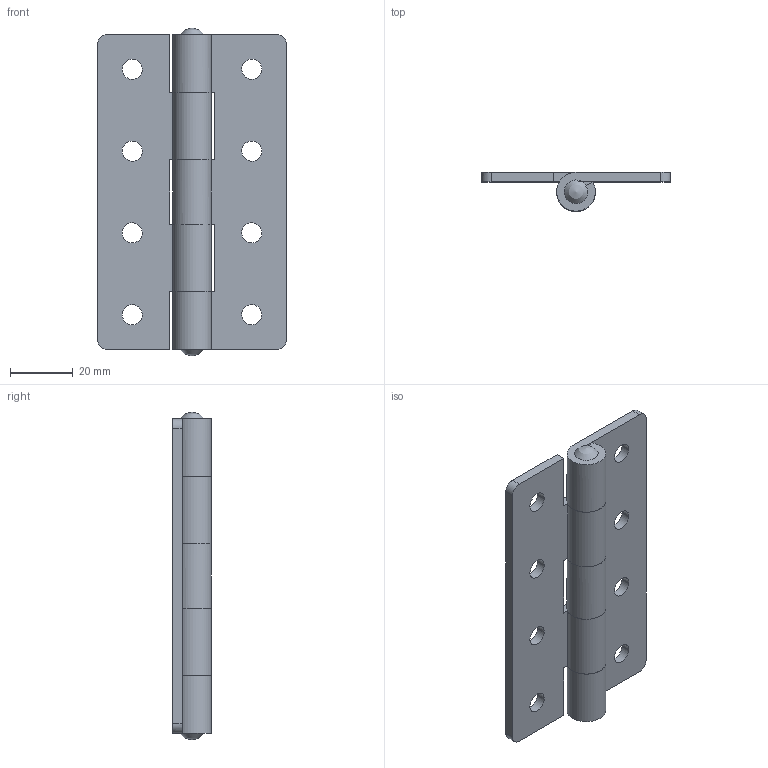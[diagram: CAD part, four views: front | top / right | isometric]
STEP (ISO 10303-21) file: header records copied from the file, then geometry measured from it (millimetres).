
FILE_DESCRIPTION((''),'2;1');
FILE_NAME('','2005-04-20T09:03:03',(''),(''),'','CADfix','');
FILE_SCHEMA(('AUTOMOTIVE_DESIGN'));
Length unit declared in the file: millimetre
Products named in the file (4): hinge piece_B; hinge piece_A; shaft; TH_127_1_2805_36
Assembly tree (3 placements, depth 2):
  TH_127_1_2805_36
    hinge piece_B
    hinge piece_A
    shaft
Bounding box: 60 x 12.29 x 104.2 mm (x, y, z)
Volume: 25349.7 mm3; surface area: 19863.3 mm2
Topology: 3 solids, 3 shells, 64 faces, 208 edges, 152 vertices
Faces by surface type: bspline 64
Entity records: 2627 total; most frequent: CARTESIAN_POINT 1382, ORIENTED_EDGE 416, EDGE_CURVE 208, VERTEX_POINT 152, QUASI_UNIFORM_CURVE 104, EDGE_LOOP 82, FACE_OUTER_BOUND 64, ADVANCED_FACE 64
